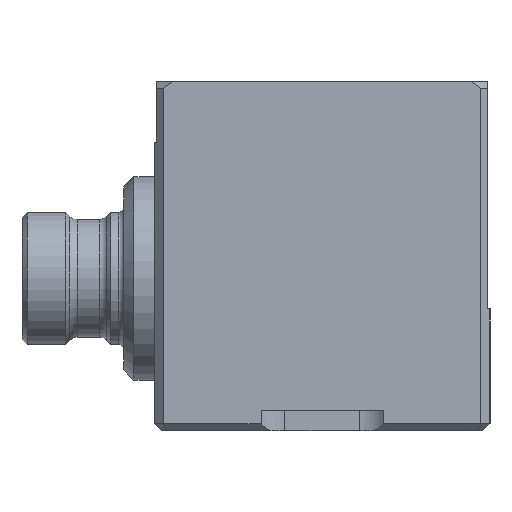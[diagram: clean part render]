
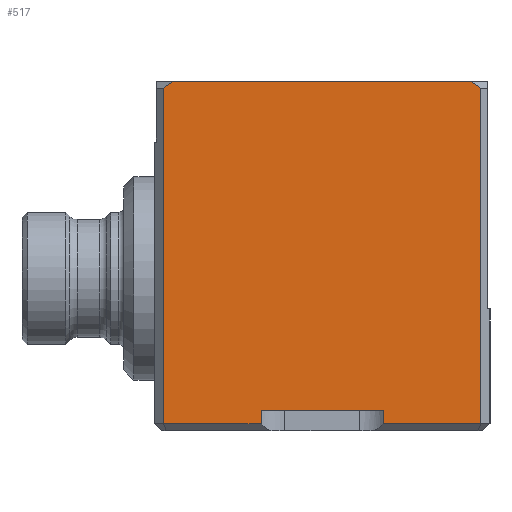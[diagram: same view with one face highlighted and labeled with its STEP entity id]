
A CAD part, left-side view. The second image highlights one B-rep face of the part: STEP entity #517.
In plain terms, the highlighted planar face has unit normal (-1, 0, 0).
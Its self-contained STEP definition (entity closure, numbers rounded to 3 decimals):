
#242=FACE_OUTER_BOUND('',#1093,.T.);
#517=ADVANCED_FACE('',(#242),#810,.T.);
#810=PLANE('',#5476);
#1093=EDGE_LOOP('',(#1939,#1940,#1941,#1942,#1943,#1944,#1945,#1946,#1947,
#1948));
#1939=ORIENTED_EDGE('',*,*,#3906,.T.);
#1940=ORIENTED_EDGE('',*,*,#3907,.F.);
#1941=ORIENTED_EDGE('',*,*,#3908,.F.);
#1942=ORIENTED_EDGE('',*,*,#3909,.F.);
#1943=ORIENTED_EDGE('',*,*,#3910,.F.);
#1944=ORIENTED_EDGE('',*,*,#3911,.F.);
#1945=ORIENTED_EDGE('',*,*,#3912,.F.);
#1946=ORIENTED_EDGE('',*,*,#3913,.T.);
#1947=ORIENTED_EDGE('',*,*,#3914,.T.);
#1948=ORIENTED_EDGE('',*,*,#3749,.T.);
#3238=VERTEX_POINT('',#7683);
#3240=VERTEX_POINT('',#7687);
#3311=VERTEX_POINT('',#7913);
#3358=VERTEX_POINT('',#8042);
#3359=VERTEX_POINT('',#8044);
#3360=VERTEX_POINT('',#8046);
#3361=VERTEX_POINT('',#8048);
#3362=VERTEX_POINT('',#8050);
#3363=VERTEX_POINT('',#8053);
#3364=VERTEX_POINT('',#8055);
#3749=EDGE_CURVE('',#3238,#3240,#4452,.T.);
#3906=EDGE_CURVE('',#3240,#3358,#4563,.T.);
#3907=EDGE_CURVE('',#3359,#3358,#4564,.T.);
#3908=EDGE_CURVE('',#3360,#3359,#4565,.T.);
#3909=EDGE_CURVE('',#3361,#3360,#4566,.T.);
#3910=EDGE_CURVE('',#3362,#3361,#4567,.T.);
#3911=EDGE_CURVE('',#3311,#3362,#4568,.T.);
#3912=EDGE_CURVE('',#3363,#3311,#4569,.T.);
#3913=EDGE_CURVE('',#3363,#3364,#4570,.T.);
#3914=EDGE_CURVE('',#3364,#3238,#4571,.T.);
#4452=LINE('',#7688,#4924);
#4563=LINE('',#8041,#5035);
#4564=LINE('',#8043,#5036);
#4565=LINE('',#8045,#5037);
#4566=LINE('',#8047,#5038);
#4567=LINE('',#8049,#5039);
#4568=LINE('',#8051,#5040);
#4569=LINE('',#8052,#5041);
#4570=LINE('',#8054,#5042);
#4571=LINE('',#8056,#5043);
#4924=VECTOR('',#6049,1.);
#5035=VECTOR('',#6286,1.);
#5036=VECTOR('',#6287,1.);
#5037=VECTOR('',#6288,1.);
#5038=VECTOR('',#6289,1.);
#5039=VECTOR('',#6290,1.);
#5040=VECTOR('',#6291,1.);
#5041=VECTOR('',#6292,1.);
#5042=VECTOR('',#6293,1.);
#5043=VECTOR('',#6294,1.);
#5476=AXIS2_PLACEMENT_3D('',#8057,#6295,#6296);
#6049=DIRECTION('',(0.,0.816,-0.577));
#6286=DIRECTION('',(0.,0.,-1.));
#6287=DIRECTION('',(0.,1.,0.));
#6288=DIRECTION('',(0.,0.,-1.));
#6289=DIRECTION('',(0.,1.,0.));
#6290=DIRECTION('',(0.,0.,1.));
#6291=DIRECTION('',(0.,1.,0.));
#6292=DIRECTION('',(0.,0.,-1.));
#6293=DIRECTION('',(0.,0.816,0.577));
#6294=DIRECTION('',(0.,1.,0.));
#6295=DIRECTION('',(-1.,0.,0.));
#6296=DIRECTION('',(0.,0.,1.));
#7683=CARTESIAN_POINT('',(-18.,7.305,17.2));
#7687=CARTESIAN_POINT('',(-18.,7.8,16.85));
#7688=CARTESIAN_POINT('',(-18.,10.543,14.91));
#7913=CARTESIAN_POINT('',(-18.,-7.8,0.35));
#8041=CARTESIAN_POINT('',(-18.,7.8,25.));
#8042=CARTESIAN_POINT('',(-18.,7.8,0.35));
#8043=CARTESIAN_POINT('',(-18.,-8.25,0.35));
#8044=CARTESIAN_POINT('',(-18.,3.,0.35));
#8045=CARTESIAN_POINT('',(-18.,3.,0.));
#8046=CARTESIAN_POINT('',(-18.,3.,1.));
#8047=CARTESIAN_POINT('',(-18.,0.,1.));
#8048=CARTESIAN_POINT('',(-18.,-3.,1.));
#8049=CARTESIAN_POINT('',(-18.,-3.,0.));
#8050=CARTESIAN_POINT('',(-18.,-3.,0.35));
#8051=CARTESIAN_POINT('',(-18.,-8.25,0.35));
#8052=CARTESIAN_POINT('',(-18.,-7.8,25.));
#8053=CARTESIAN_POINT('',(-18.,-7.8,16.85));
#8054=CARTESIAN_POINT('',(-18.,-10.543,14.91));
#8055=CARTESIAN_POINT('',(-18.,-7.305,17.2));
#8056=CARTESIAN_POINT('',(-18.,0.,17.2));
#8057=CARTESIAN_POINT('',(-18.,0.,0.));
